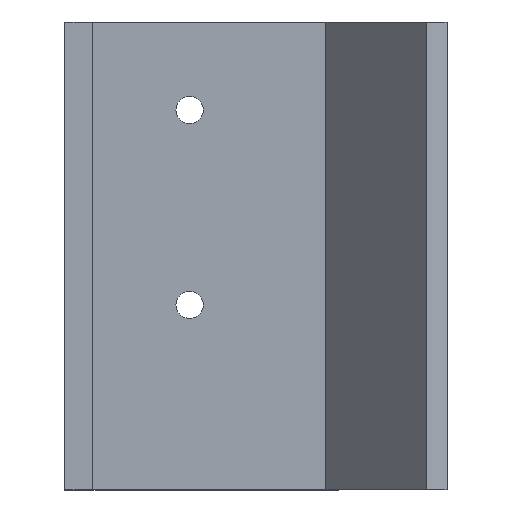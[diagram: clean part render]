
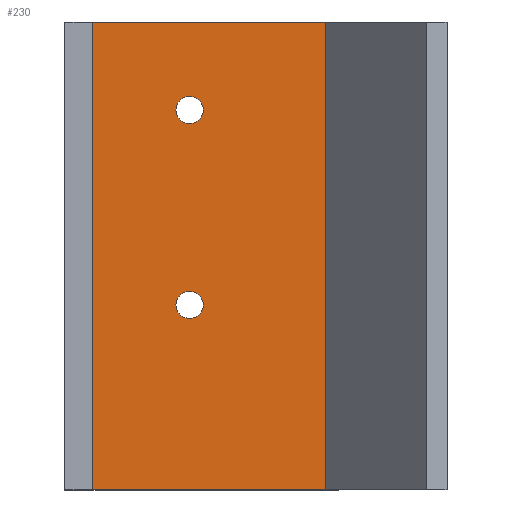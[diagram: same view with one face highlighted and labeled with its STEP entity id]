
A CAD part, top view. The second image highlights one B-rep face of the part: STEP entity #230.
In plain terms, the highlighted planar face has unit normal (0, 0, 1).
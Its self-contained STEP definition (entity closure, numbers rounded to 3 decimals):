
#15=FACE_BOUND('',#47,.T.);
#16=FACE_BOUND('',#48,.T.);
#22=PLANE('',#260);
#34=FACE_OUTER_BOUND('',#46,.T.);
#46=EDGE_LOOP('',(#183,#184,#185,#186));
#47=EDGE_LOOP('',(#187));
#48=EDGE_LOOP('',(#188));
#68=LINE('',#360,#94);
#69=LINE('',#363,#95);
#70=LINE('',#365,#96);
#71=LINE('',#366,#97);
#94=VECTOR('',#298,10.);
#95=VECTOR('',#301,10.);
#96=VECTOR('',#302,10.);
#97=VECTOR('',#303,10.);
#109=CIRCLE('',#252,3.5);
#111=CIRCLE('',#255,3.5);
#113=VERTEX_POINT('',#329);
#115=VERTEX_POINT('',#335);
#123=VERTEX_POINT('',#356);
#124=VERTEX_POINT('',#358);
#125=VERTEX_POINT('',#362);
#126=VERTEX_POINT('',#364);
#133=EDGE_CURVE('',#113,#113,#109,.T.);
#136=EDGE_CURVE('',#115,#115,#111,.T.);
#148=EDGE_CURVE('',#123,#124,#68,.T.);
#149=EDGE_CURVE('',#125,#123,#69,.T.);
#150=EDGE_CURVE('',#126,#124,#70,.T.);
#151=EDGE_CURVE('',#125,#126,#71,.T.);
#183=ORIENTED_EDGE('',*,*,#149,.T.);
#184=ORIENTED_EDGE('',*,*,#148,.T.);
#185=ORIENTED_EDGE('',*,*,#150,.F.);
#186=ORIENTED_EDGE('',*,*,#151,.F.);
#187=ORIENTED_EDGE('',*,*,#133,.T.);
#188=ORIENTED_EDGE('',*,*,#136,.T.);
#230=ADVANCED_FACE('',(#34,#15,#16),#22,.T.);
#252=AXIS2_PLACEMENT_3D('',#330,#271,#272);
#255=AXIS2_PLACEMENT_3D('',#336,#278,#279);
#260=AXIS2_PLACEMENT_3D('',#361,#299,#300);
#271=DIRECTION('center_axis',(0.,0.,-1.));
#272=DIRECTION('ref_axis',(-1.,0.,0.));
#278=DIRECTION('center_axis',(0.,0.,-1.));
#279=DIRECTION('ref_axis',(-1.,0.,0.));
#298=DIRECTION('',(0.,1.,0.));
#299=DIRECTION('center_axis',(0.,0.,1.));
#300=DIRECTION('ref_axis',(1.,0.,0.));
#301=DIRECTION('',(1.,0.,0.));
#302=DIRECTION('',(1.,0.,0.));
#303=DIRECTION('',(0.,1.,0.));
#329=CARTESIAN_POINT('',(35.5,47.5,7.));
#330=CARTESIAN_POINT('Origin',(32.,47.5,7.));
#335=CARTESIAN_POINT('',(35.5,97.5,7.));
#336=CARTESIAN_POINT('Origin',(32.,97.5,7.));
#356=CARTESIAN_POINT('',(67.,0.,7.));
#358=CARTESIAN_POINT('',(67.,120.,7.));
#360=CARTESIAN_POINT('',(67.,0.,7.));
#361=CARTESIAN_POINT('Origin',(7.,0.,7.));
#362=CARTESIAN_POINT('',(7.,0.,7.));
#363=CARTESIAN_POINT('',(7.,0.,7.));
#364=CARTESIAN_POINT('',(7.,120.,7.));
#365=CARTESIAN_POINT('',(7.,120.,7.));
#366=CARTESIAN_POINT('',(7.,0.,7.));
